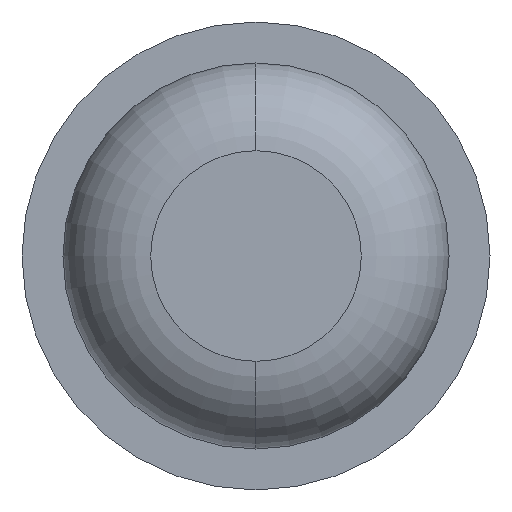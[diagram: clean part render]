
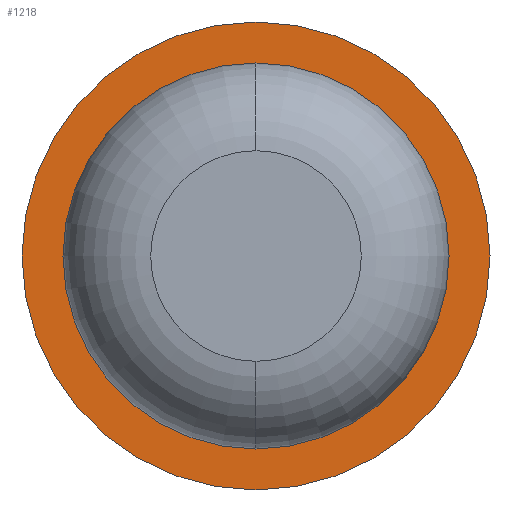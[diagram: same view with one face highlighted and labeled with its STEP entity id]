
A CAD part, front view. The second image highlights one B-rep face of the part: STEP entity #1218.
In plain terms, the highlighted planar face has unit normal (0, -1, 0).
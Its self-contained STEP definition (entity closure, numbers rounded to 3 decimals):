
#94 = CIRCLE ( 'NONE', #3146, 1. ) ;
#109 = DIRECTION ( 'NONE',  ( 0., 1., 0. ) ) ;
#141 = CARTESIAN_POINT ( 'NONE',  ( 0., -3., 0. ) ) ;
#224 = CIRCLE ( 'NONE', #1143, 1. ) ;
#313 = FACE_OUTER_BOUND ( 'NONE', #1005, .T. ) ;
#374 = CARTESIAN_POINT ( 'NONE',  ( 0.825, -3., 0. ) ) ;
#381 = ORIENTED_EDGE ( 'NONE', *, *, #2772, .T. ) ;
#442 = DIRECTION ( 'NONE',  ( -1., 0., 0. ) ) ;
#473 = DIRECTION ( 'NONE',  ( 0., 1., 0. ) ) ;
#482 = DIRECTION ( 'NONE',  ( 0., 1., 0. ) ) ;
#490 = ORIENTED_EDGE ( 'NONE', *, *, #2985, .F. ) ;
#569 = VERTEX_POINT ( 'NONE', #2143 ) ;
#578 = AXIS2_PLACEMENT_3D ( 'NONE', #374, #109, #1478 ) ;
#637 = AXIS2_PLACEMENT_3D ( 'NONE', #3155, #482, #743 ) ;
#743 = DIRECTION ( 'NONE',  ( -1., 0., 0. ) ) ;
#1005 = EDGE_LOOP ( 'NONE', ( #490, #3107 ) ) ;
#1143 = AXIS2_PLACEMENT_3D ( 'NONE', #2076, #473, #1556 ) ;
#1218 = ADVANCED_FACE ( 'Defeature ausgef�hrt1_2', ( #313, #1742 ), #2837, .F. ) ;
#1263 = EDGE_LOOP ( 'NONE', ( #381, #2346 ) ) ;
#1328 = CIRCLE ( 'NONE', #637, 0.825 ) ;
#1478 = DIRECTION ( 'NONE',  ( -1., 0., 0. ) ) ;
#1556 = DIRECTION ( 'NONE',  ( -1., 0., 0. ) ) ;
#1742 = FACE_BOUND ( 'NONE', #1263, .T. ) ;
#1859 = VERTEX_POINT ( 'NONE', #2366 ) ;
#2049 = DIRECTION ( 'NONE',  ( 0., 1., 0. ) ) ;
#2071 = CARTESIAN_POINT ( 'NONE',  ( 0., -3., 0. ) ) ;
#2076 = CARTESIAN_POINT ( 'NONE',  ( 0., -3., 0. ) ) ;
#2143 = CARTESIAN_POINT ( 'NONE',  ( 1., -3., 0. ) ) ;
#2292 = DIRECTION ( 'NONE',  ( 0., 1., 0. ) ) ;
#2308 = DIRECTION ( 'NONE',  ( -1., 0., 0. ) ) ;
#2346 = ORIENTED_EDGE ( 'NONE', *, *, #2865, .T. ) ;
#2366 = CARTESIAN_POINT ( 'NONE',  ( 0., -3., 0.825 ) ) ;
#2435 = AXIS2_PLACEMENT_3D ( 'NONE', #2071, #2049, #442 ) ;
#2619 = CARTESIAN_POINT ( 'NONE',  ( 0., -3., -0.825 ) ) ;
#2679 = CIRCLE ( 'NONE', #2435, 0.825 ) ;
#2772 = EDGE_CURVE ( 'Defeature ausgef�hrt1_2+Defeature ausgef�hrt1_4+Defeature ausgef�hrt1_4+Defeature ausgef�hrt1_4', #1859, #3427, #1328, .T. ) ;
#2837 = PLANE ( 'NONE',  #578 ) ;
#2865 = EDGE_CURVE ( 'Defeature ausgef�hrt1_2+Defeature ausgef�hrt1_4+Defeature ausgef�hrt1_4+Defeature ausgef�hrt1_4', #3427, #1859, #2679, .T. ) ;
#2984 = CARTESIAN_POINT ( 'NONE',  ( -1., -3., 0. ) ) ;
#2985 = EDGE_CURVE ( 'Defeature ausgef�hrt1_1+Defeature ausgef�hrt1_2+Defeature ausgef�hrt1_2+Defeature ausgef�hrt1_2', #3301, #569, #94, .T. ) ;
#3107 = ORIENTED_EDGE ( 'NONE', *, *, #3140, .F. ) ;
#3140 = EDGE_CURVE ( 'Defeature ausgef�hrt1_1+Defeature ausgef�hrt1_2+Defeature ausgef�hrt1_2+Defeature ausgef�hrt1_2', #569, #3301, #224, .T. ) ;
#3146 = AXIS2_PLACEMENT_3D ( 'NONE', #141, #2292, #2308 ) ;
#3155 = CARTESIAN_POINT ( 'NONE',  ( 0., -3., 0. ) ) ;
#3301 = VERTEX_POINT ( 'NONE', #2984 ) ;
#3427 = VERTEX_POINT ( 'NONE', #2619 ) ;
